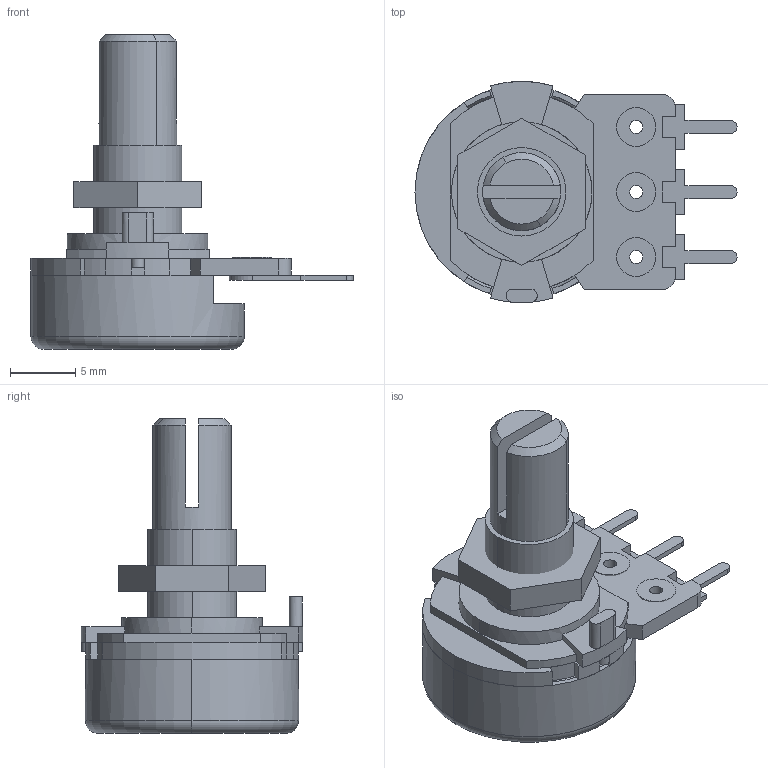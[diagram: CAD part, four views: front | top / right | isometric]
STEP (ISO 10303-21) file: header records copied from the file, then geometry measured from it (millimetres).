
FILE_DESCRIPTION(('CATIA V5 STEP Exchange'),'2;1');
FILE_NAME('POT.stp','2025-01-24T07:05:29+00:00',('none'),('none'),'CATIA Version 5 Release 21 GA (IN-10)','CATIA V5 STEP AP203','none');
FILE_SCHEMA(('CONFIG_CONTROL_DESIGN'));
Length unit declared in the file: millimetre
Products named in the file (1): POT
Assembly tree (9 placements, depth 2):
  POT
    #58
    #81
    #479
    #1942
    #3025
    #3435  x3
    #3941
Bounding box: 24.75 x 17 x 24.2 mm (x, y, z)
Volume: 1435.6 mm3; surface area: 3039.9 mm2
Topology: 8 solids, 8 shells, 173 faces, 443 edges, 292 vertices
Faces by surface type: plane 99, cylinder 66, torus 4, cone 4
Entity records: 4218 total; most frequent: CARTESIAN_POINT 731, ORIENTED_EDGE 730, DIRECTION 589, EDGE_CURVE 365, AXIS2_PLACEMENT_3D 250, VERTEX_POINT 240, VECTOR 225, LINE 225
